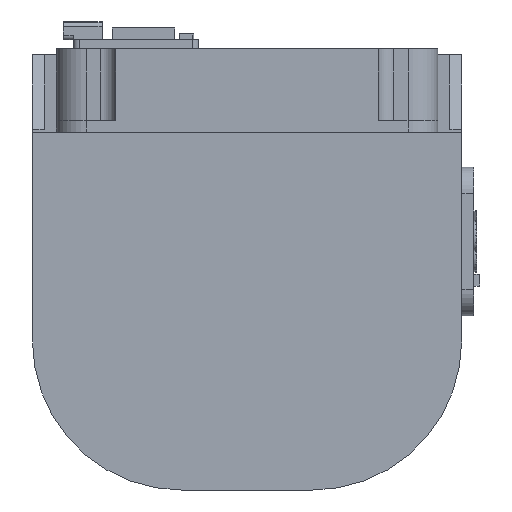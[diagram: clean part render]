
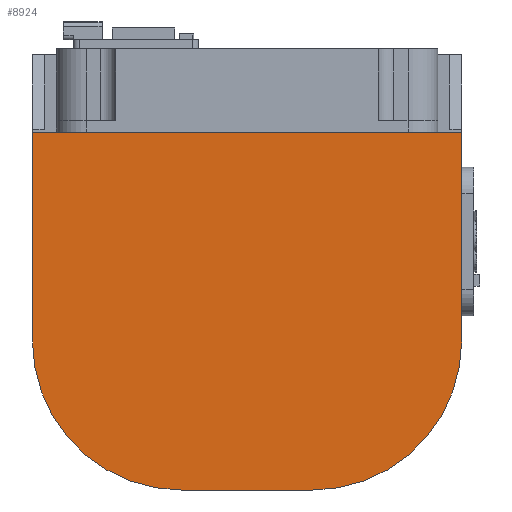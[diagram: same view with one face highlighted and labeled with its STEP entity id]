
A CAD part, front view. The second image highlights one B-rep face of the part: STEP entity #8924.
In plain terms, the highlighted planar face has unit normal (0, -1, 0).
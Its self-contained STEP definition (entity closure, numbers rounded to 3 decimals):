
#533=PLANE('',#9599);
#899=FACE_OUTER_BOUND('',#1432,.T.);
#1432=EDGE_LOOP('',(#7040,#7041,#7042,#7043,#7044,#7045));
#2035=LINE('',#12703,#2999);
#2066=LINE('',#12797,#3030);
#2069=LINE('',#12806,#3033);
#2165=LINE('',#13056,#3129);
#2999=VECTOR('',#10544,10.);
#3030=VECTOR('',#10615,10.);
#3033=VECTOR('',#10626,10.);
#3129=VECTOR('',#10886,10.);
#3781=CIRCLE('',#9512,25.);
#3783=CIRCLE('',#9516,25.);
#4097=VERTEX_POINT('',#12700);
#4098=VERTEX_POINT('',#12702);
#4138=VERTEX_POINT('',#12787);
#4139=VERTEX_POINT('',#12789);
#4141=VERTEX_POINT('',#12795);
#4143=VERTEX_POINT('',#12801);
#5079=EDGE_CURVE('',#4097,#4098,#2035,.T.);
#5120=EDGE_CURVE('',#4138,#4139,#3781,.T.);
#5124=EDGE_CURVE('',#4138,#4141,#2066,.T.);
#5127=EDGE_CURVE('',#4143,#4141,#3783,.T.);
#5129=EDGE_CURVE('',#4139,#4097,#2069,.T.);
#5255=EDGE_CURVE('',#4098,#4143,#2165,.T.);
#7040=ORIENTED_EDGE('',*,*,#5079,.F.);
#7041=ORIENTED_EDGE('',*,*,#5129,.F.);
#7042=ORIENTED_EDGE('',*,*,#5120,.F.);
#7043=ORIENTED_EDGE('',*,*,#5124,.T.);
#7044=ORIENTED_EDGE('',*,*,#5127,.F.);
#7045=ORIENTED_EDGE('',*,*,#5255,.F.);
#8924=ADVANCED_FACE('',(#899),#533,.T.);
#9512=AXIS2_PLACEMENT_3D('',#12790,#10608,#10609);
#9516=AXIS2_PLACEMENT_3D('',#12803,#10621,#10622);
#9599=AXIS2_PLACEMENT_3D('',#13055,#10884,#10885);
#10544=DIRECTION('',(1.,0.,0.));
#10608=DIRECTION('center_axis',(0.,1.,0.));
#10609=DIRECTION('ref_axis',(-0.707,0.,-0.707));
#10615=DIRECTION('',(1.,0.,0.));
#10621=DIRECTION('center_axis',(0.,1.,0.));
#10622=DIRECTION('ref_axis',(0.707,0.,-0.707));
#10626=DIRECTION('',(0.,0.,1.));
#10884=DIRECTION('center_axis',(0.,-1.,0.));
#10885=DIRECTION('ref_axis',(0.,0.,-1.));
#10886=DIRECTION('',(0.,0.,-1.));
#12700=CARTESIAN_POINT('',(-36.,-51.942,0.));
#12702=CARTESIAN_POINT('',(36.,-51.942,0.));
#12703=CARTESIAN_POINT('',(0.,-51.942,0.));
#12787=CARTESIAN_POINT('',(-11.,-51.942,-60.));
#12789=CARTESIAN_POINT('',(-36.,-51.942,-35.));
#12790=CARTESIAN_POINT('Origin',(-11.,-51.942,-35.));
#12795=CARTESIAN_POINT('',(11.,-51.942,-60.));
#12797=CARTESIAN_POINT('',(0.,-51.942,-60.));
#12801=CARTESIAN_POINT('',(36.,-51.942,-35.));
#12803=CARTESIAN_POINT('Origin',(11.,-51.942,-35.));
#12806=CARTESIAN_POINT('',(-36.,-51.942,20.));
#13055=CARTESIAN_POINT('Origin',(0.,-51.942,20.));
#13056=CARTESIAN_POINT('',(36.,-51.942,20.));
